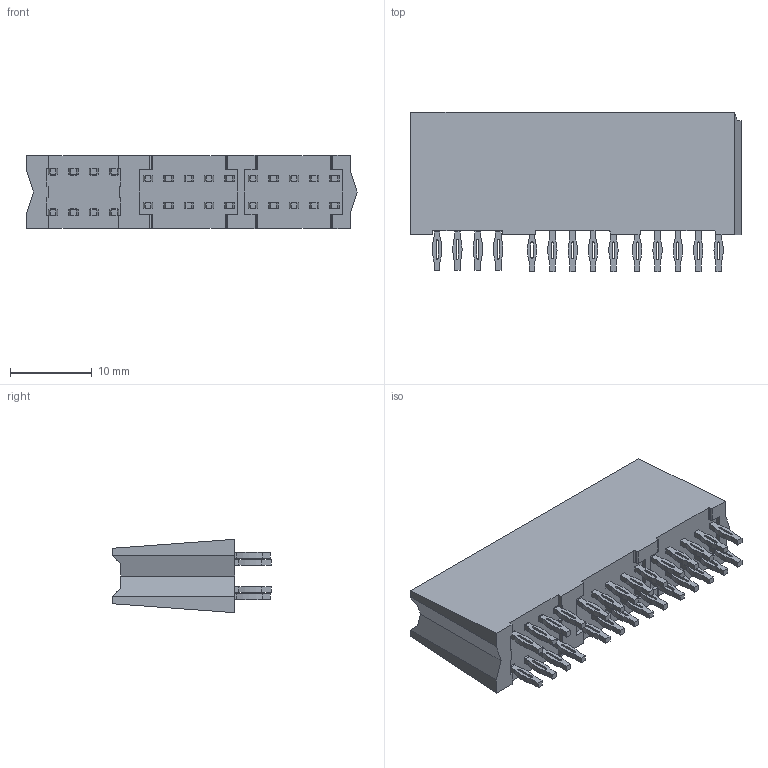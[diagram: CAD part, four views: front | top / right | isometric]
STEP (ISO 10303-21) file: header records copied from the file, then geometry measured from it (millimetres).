
FILE_DESCRIPTION((''),'2;1');
FILE_NAME('459120007','2015-09-29T',('Me'),(''),'PRO/ENGINEER BY PARAMETRIC TECHNOLOGY CORPORATION, 2011490','PRO/ENGINEER BY PARAMETRIC TECHNOLOGY CORPORATION, 2011490','');
FILE_SCHEMA(('CONFIG_CONTROL_DESIGN'));
Length unit declared in the file: millimetre
Products named in the file (1): 459120007
Bounding box: 40.5 x 19.5 x 9 mm (x, y, z)
Volume: 3678.6 mm3; surface area: 3549.1 mm2
Topology: 1 solids, 1 shells, 582 faces, 1708 edges, 1156 vertices
Faces by surface type: plane 430, cylinder 152
Entity records: 19397 total; most frequent: CARTESIAN_POINT 3469, ORIENTED_EDGE 3304, DIRECTION 3202, EDGE_CURVE 1652, VECTOR 1348, LINE 1348, VERTEX_POINT 1100, AXIS2_PLACEMENT_3D 927
